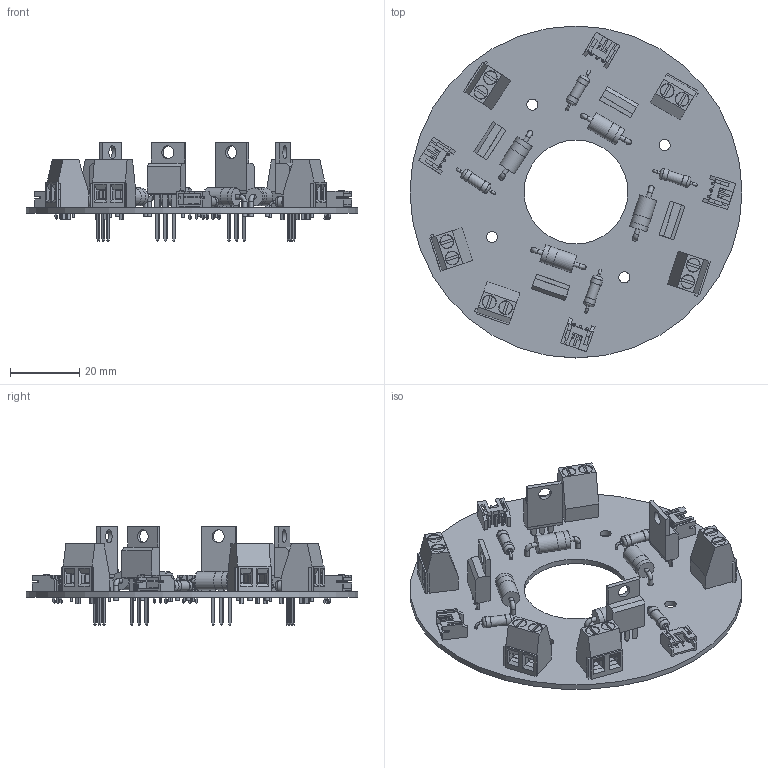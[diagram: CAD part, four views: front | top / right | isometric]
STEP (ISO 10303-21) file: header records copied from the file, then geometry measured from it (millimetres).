
FILE_DESCRIPTION(('KiCad electronic assembly'),'2;1');
FILE_NAME('solenoides_spi_v2.step','2024-12-05T10:02:42',('Pcbnew'),( 'Kicad'),'Open CASCADE STEP processor 7.8','KiCad to STEP converter' ,'Unknown');
FILE_SCHEMA(('AUTOMOTIVE_DESIGN { 1 0 10303 214 1 1 1 1 }'));
Length unit declared in the file: millimetre
Products named in the file (12): solenoides_spi_v2 1; D_DO-201AD_P15.24mm_Horizontal; TO-220-3_Vertical; JST_PH_S3B-PH-K_1x03_P2.00mm_Horizontal; JST_S3B_PH_K; R_Axial_DIN0309_L9.0mm_D3.2mm_P12.70mm_Horizontal; R_Axial_DIN0309_L90mm_D32mm_P1270mm_Horizontal; TerminalBlock_Phoenix_MKDS-1,5-2_1x02_P5.00mm_Horizontal; TerminalBlock_Phoenix_MKDS_15_2_1x02_P500mm_Horizontal; irl540_solenoide_PCB
Assembly tree (27 placements, depth 3):
  solenoides_spi_v2 1
    D_DO-201AD_P15.24mm_Horizontal  x4
      D_DO-201AD_P15.24mm_Horizontal
    TO-220-3_Vertical  x4
      TO-220-3_Vertical
    JST_PH_S3B-PH-K_1x03_P2.00mm_Horizontal  x4
      JST_S3B_PH_K
    R_Axial_DIN0309_L9.0mm_D3.2mm_P12.70mm_Horizontal  x4
      R_Axial_DIN0309_L90mm_D32mm_P1270mm_Horizontal
    TerminalBlock_Phoenix_MKDS-1,5-2_1x02_P5.00mm_Horizontal  x5
      TerminalBlock_Phoenix_MKDS_15_2_1x02_P500mm_Horizontal
    irl540_solenoide_PCB
Bounding box: 96 x 96 x 28.52 mm (x, y, z)
Volume: 18918.4 mm3; surface area: 26090 mm2
Topology: 22 solids, 22 shells, 1391 faces, 3621 edges, 2334 vertices
Faces by surface type: plane 1159, cylinder 168, bspline 40, torus 24
Full cylindrical faces by diameter (mm): 0.7 x16, 0.75 x12, 0.8 x8, 1.1 x12, 1.3 x26, 1.6 x8, 2.88 x4, 3.2 x12, 3.735 x4, 3.8 x10, 4 x10, 5.2 x8, 5.22 x4, 30 x1, 96 x1
Entity records: 14059 total; most frequent: CARTESIAN_POINT 2036, DIRECTION 1951, ORIENTED_EDGE 1950, EDGE_CURVE 975, LINE 761, VECTOR 761, VERTEX_POINT 632, AXIS2_PLACEMENT_3D 595
